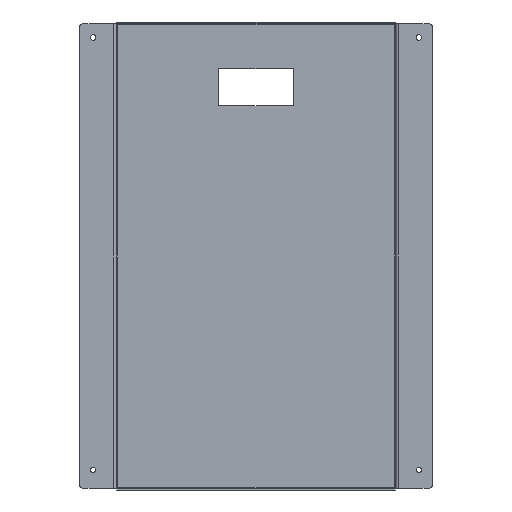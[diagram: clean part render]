
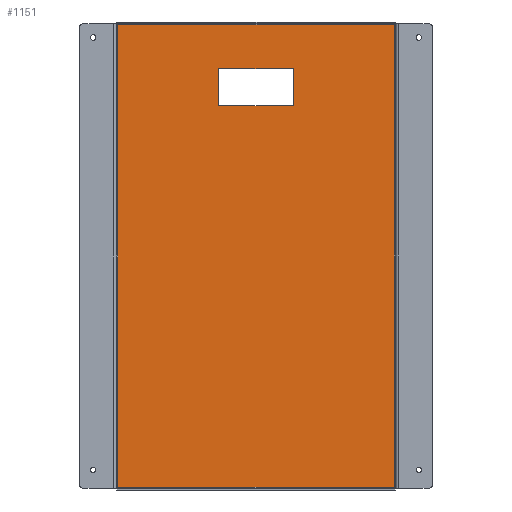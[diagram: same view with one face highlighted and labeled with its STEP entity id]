
A CAD part, front view. The second image highlights one B-rep face of the part: STEP entity #1151.
In plain terms, the highlighted planar face has unit normal (0, -1, 0).
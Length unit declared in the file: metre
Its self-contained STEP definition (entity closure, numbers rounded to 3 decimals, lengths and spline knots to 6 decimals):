
#104=ORIENTED_EDGE('',*,*,#424,.F.);
#105=ORIENTED_EDGE('',*,*,#425,.T.);
#106=ORIENTED_EDGE('',*,*,#426,.T.);
#107=ORIENTED_EDGE('',*,*,#427,.F.);
#108=ORIENTED_EDGE('',*,*,#415,.T.);
#109=ORIENTED_EDGE('',*,*,#412,.T.);
#110=ORIENTED_EDGE('',*,*,#409,.F.);
#111=ORIENTED_EDGE('',*,*,#418,.F.);
#409=EDGE_CURVE('',#572,#574,#669,.T.);
#412=EDGE_CURVE('',#576,#574,#672,.T.);
#415=EDGE_CURVE('',#578,#576,#675,.T.);
#418=EDGE_CURVE('',#578,#572,#678,.T.);
#424=EDGE_CURVE('',#584,#585,#684,.F.);
#425=EDGE_CURVE('',#584,#586,#685,.T.);
#426=EDGE_CURVE('',#586,#587,#686,.T.);
#427=EDGE_CURVE('',#585,#587,#687,.F.);
#572=VERTEX_POINT('',#1704);
#574=VERTEX_POINT('',#1707);
#576=VERTEX_POINT('',#1713);
#578=VERTEX_POINT('',#1719);
#584=VERTEX_POINT('',#1737);
#585=VERTEX_POINT('',#1738);
#586=VERTEX_POINT('',#1740);
#587=VERTEX_POINT('',#1742);
#669=LINE('',#1706,#793);
#672=LINE('',#1712,#796);
#675=LINE('',#1718,#799);
#678=LINE('',#1724,#802);
#684=LINE('',#1736,#808);
#685=LINE('',#1739,#809);
#686=LINE('',#1741,#810);
#687=LINE('',#1743,#811);
#793=VECTOR('',#1352,1.);
#796=VECTOR('',#1357,1.);
#799=VECTOR('',#1362,1.);
#802=VECTOR('',#1367,1.);
#808=VECTOR('',#1377,1.);
#809=VECTOR('',#1378,1.);
#810=VECTOR('',#1379,1.);
#811=VECTOR('',#1380,1.);
#922=EDGE_LOOP('',(#104,#105,#106,#107));
#923=EDGE_LOOP('',(#108,#109,#110,#111));
#1010=FACE_BOUND('',#922,.T.);
#1011=FACE_BOUND('',#923,.T.);
#1097=PLANE('',#1238);
#1151=ADVANCED_FACE('',(#1010,#1011),#1097,.T.);
#1238=AXIS2_PLACEMENT_3D('',#1735,#1375,#1376);
#1352=DIRECTION('',(1.,0.,0.));
#1357=DIRECTION('',(0.,0.,-1.));
#1362=DIRECTION('',(1.,0.,0.));
#1367=DIRECTION('',(0.,0.,-1.));
#1375=DIRECTION('',(0.,-1.,0.));
#1376=DIRECTION('',(1.,0.,0.));
#1377=DIRECTION('',(0.,0.,-1.));
#1378=DIRECTION('',(1.,0.,0.));
#1379=DIRECTION('',(0.,0.,1.));
#1380=DIRECTION('',(-1.,0.,0.));
#1704=CARTESIAN_POINT('',(0.11,-0.0015,0.4115));
#1706=CARTESIAN_POINT('',(0.15,-0.0015,0.4115));
#1707=CARTESIAN_POINT('',(0.19,-0.0015,0.4115));
#1712=CARTESIAN_POINT('',(0.19,-0.0015,0.4315));
#1713=CARTESIAN_POINT('',(0.19,-0.0015,0.4515));
#1718=CARTESIAN_POINT('',(0.15,-0.0015,0.4515));
#1719=CARTESIAN_POINT('',(0.11,-0.0015,0.4515));
#1724=CARTESIAN_POINT('',(0.11,-0.0015,0.4315));
#1735=CARTESIAN_POINT('',(0.15,-0.0015,0.25));
#1736=CARTESIAN_POINT('',(0.0015,-0.0015,0.25));
#1737=CARTESIAN_POINT('',(0.0015,-0.0015,0.0015));
#1738=CARTESIAN_POINT('',(0.0015,-0.0015,0.4985));
#1739=CARTESIAN_POINT('',(0.15,-0.0015,0.0015));
#1740=CARTESIAN_POINT('',(0.2985,-0.0015,0.0015));
#1741=CARTESIAN_POINT('',(0.2985,-0.0015,0.25));
#1742=CARTESIAN_POINT('',(0.2985,-0.0015,0.4985));
#1743=CARTESIAN_POINT('',(0.15,-0.0015,0.4985));
